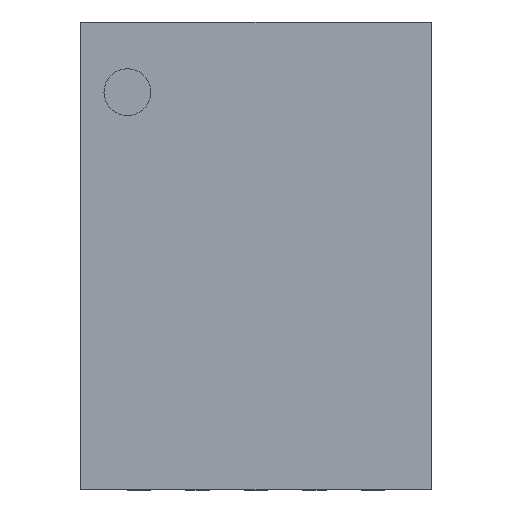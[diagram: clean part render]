
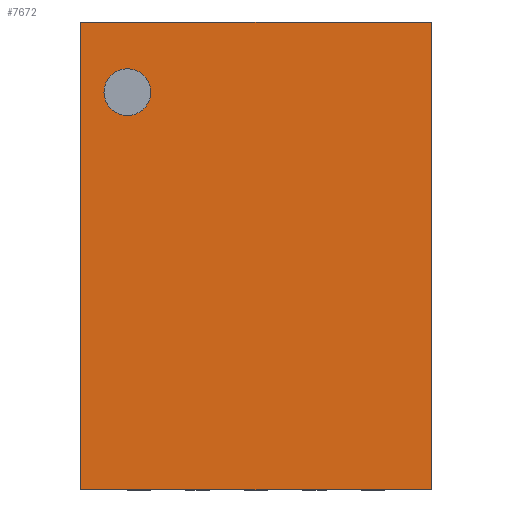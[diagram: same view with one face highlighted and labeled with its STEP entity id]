
A CAD part, top view. The second image highlights one B-rep face of the part: STEP entity #7672.
In plain terms, the highlighted planar face has unit normal (0, 0, 1).
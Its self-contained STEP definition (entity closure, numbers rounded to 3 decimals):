
#72 = PLANE('',#73);
#73 = AXIS2_PLACEMENT_3D('',#74,#75,#76);
#74 = CARTESIAN_POINT('',(0.,2.006,0.465));
#75 = DIRECTION('',(-1.,-0.,-0.));
#76 = DIRECTION('',(0.,0.,-1.));
#100 = PLANE('',#101);
#101 = AXIS2_PLACEMENT_3D('',#102,#103,#104);
#102 = CARTESIAN_POINT('',(1.5,4.,0.463));
#103 = DIRECTION('',(0.,1.,0.));
#104 = DIRECTION('',(0.,0.,1.));
#719 = PLANE('',#720);
#720 = AXIS2_PLACEMENT_3D('',#721,#722,#723);
#721 = CARTESIAN_POINT('',(3.,2.006,0.465));
#722 = DIRECTION('',(1.,0.,0.));
#723 = DIRECTION('',(0.,1.,0.));
#1445 = PLANE('',#1446);
#1446 = AXIS2_PLACEMENT_3D('',#1447,#1448,#1449);
#1447 = CARTESIAN_POINT('',(1.5,0.,0.463));
#1448 = DIRECTION('',(-0.,-1.,-0.));
#1449 = DIRECTION('',(0.,0.,-1.));
#2845 = VERTEX_POINT('',#2846);
#2846 = CARTESIAN_POINT('',(0.,0.,1.));
#2867 = EDGE_CURVE('',#2845,#2868,#2870,.T.);
#2868 = VERTEX_POINT('',#2869);
#2869 = CARTESIAN_POINT('',(0.,4.,1.));
#2870 = SURFACE_CURVE('',#2871,(#2875,#2882),.PCURVE_S1.);
#2871 = LINE('',#2872,#2873);
#2872 = CARTESIAN_POINT('',(0.,0.,1.));
#2873 = VECTOR('',#2874,1.);
#2874 = DIRECTION('',(0.,1.,0.));
#2875 = PCURVE('',#72,#2876);
#2876 = DEFINITIONAL_REPRESENTATION('',(#2877),#2881);
#2877 = LINE('',#2878,#2879);
#2878 = CARTESIAN_POINT('',(-0.535,2.006));
#2879 = VECTOR('',#2880,1.);
#2880 = DIRECTION('',(0.,-1.));
#2881 = ( GEOMETRIC_REPRESENTATION_CONTEXT(2) 
PARAMETRIC_REPRESENTATION_CONTEXT() REPRESENTATION_CONTEXT('2D SPACE',''
  ) );
#2882 = PCURVE('',#2883,#2888);
#2883 = PLANE('',#2884);
#2884 = AXIS2_PLACEMENT_3D('',#2885,#2886,#2887);
#2885 = CARTESIAN_POINT('',(1.5,2.,1.));
#2886 = DIRECTION('',(-0.,-0.,-1.));
#2887 = DIRECTION('',(-1.,0.,0.));
#2888 = DEFINITIONAL_REPRESENTATION('',(#2889),#2893);
#2889 = LINE('',#2890,#2891);
#2890 = CARTESIAN_POINT('',(1.5,-2.));
#2891 = VECTOR('',#2892,1.);
#2892 = DIRECTION('',(0.,1.));
#2893 = ( GEOMETRIC_REPRESENTATION_CONTEXT(2) 
PARAMETRIC_REPRESENTATION_CONTEXT() REPRESENTATION_CONTEXT('2D SPACE',''
  ) );
#3381 = EDGE_CURVE('',#2868,#3382,#3384,.T.);
#3382 = VERTEX_POINT('',#3383);
#3383 = CARTESIAN_POINT('',(3.,4.,1.));
#3384 = SURFACE_CURVE('',#3385,(#3389,#3396),.PCURVE_S1.);
#3385 = LINE('',#3386,#3387);
#3386 = CARTESIAN_POINT('',(0.,4.,1.));
#3387 = VECTOR('',#3388,1.);
#3388 = DIRECTION('',(1.,0.,0.));
#3389 = PCURVE('',#100,#3390);
#3390 = DEFINITIONAL_REPRESENTATION('',(#3391),#3395);
#3391 = LINE('',#3392,#3393);
#3392 = CARTESIAN_POINT('',(0.537,-1.5));
#3393 = VECTOR('',#3394,1.);
#3394 = DIRECTION('',(0.,1.));
#3395 = ( GEOMETRIC_REPRESENTATION_CONTEXT(2) 
PARAMETRIC_REPRESENTATION_CONTEXT() REPRESENTATION_CONTEXT('2D SPACE',''
  ) );
#3396 = PCURVE('',#2883,#3397);
#3397 = DEFINITIONAL_REPRESENTATION('',(#3398),#3402);
#3398 = LINE('',#3399,#3400);
#3399 = CARTESIAN_POINT('',(1.5,2.));
#3400 = VECTOR('',#3401,1.);
#3401 = DIRECTION('',(-1.,0.));
#3402 = ( GEOMETRIC_REPRESENTATION_CONTEXT(2) 
PARAMETRIC_REPRESENTATION_CONTEXT() REPRESENTATION_CONTEXT('2D SPACE',''
  ) );
#5219 = EDGE_CURVE('',#3382,#5220,#5222,.T.);
#5220 = VERTEX_POINT('',#5221);
#5221 = CARTESIAN_POINT('',(3.,0.,1.));
#5222 = SURFACE_CURVE('',#5223,(#5227,#5234),.PCURVE_S1.);
#5223 = LINE('',#5224,#5225);
#5224 = CARTESIAN_POINT('',(3.,4.,1.));
#5225 = VECTOR('',#5226,1.);
#5226 = DIRECTION('',(0.,-1.,0.));
#5227 = PCURVE('',#719,#5228);
#5228 = DEFINITIONAL_REPRESENTATION('',(#5229),#5233);
#5229 = LINE('',#5230,#5231);
#5230 = CARTESIAN_POINT('',(1.994,0.535));
#5231 = VECTOR('',#5232,1.);
#5232 = DIRECTION('',(-1.,0.));
#5233 = ( GEOMETRIC_REPRESENTATION_CONTEXT(2) 
PARAMETRIC_REPRESENTATION_CONTEXT() REPRESENTATION_CONTEXT('2D SPACE',''
  ) );
#5234 = PCURVE('',#2883,#5235);
#5235 = DEFINITIONAL_REPRESENTATION('',(#5236),#5240);
#5236 = LINE('',#5237,#5238);
#5237 = CARTESIAN_POINT('',(-1.5,2.));
#5238 = VECTOR('',#5239,1.);
#5239 = DIRECTION('',(0.,-1.));
#5240 = ( GEOMETRIC_REPRESENTATION_CONTEXT(2) 
PARAMETRIC_REPRESENTATION_CONTEXT() REPRESENTATION_CONTEXT('2D SPACE',''
  ) );
#5706 = EDGE_CURVE('',#5220,#2845,#5707,.T.);
#5707 = SURFACE_CURVE('',#5708,(#5712,#5719),.PCURVE_S1.);
#5708 = LINE('',#5709,#5710);
#5709 = CARTESIAN_POINT('',(3.,0.,1.));
#5710 = VECTOR('',#5711,1.);
#5711 = DIRECTION('',(-1.,0.,0.));
#5712 = PCURVE('',#1445,#5713);
#5713 = DEFINITIONAL_REPRESENTATION('',(#5714),#5718);
#5714 = LINE('',#5715,#5716);
#5715 = CARTESIAN_POINT('',(-0.537,1.5));
#5716 = VECTOR('',#5717,1.);
#5717 = DIRECTION('',(0.,-1.));
#5718 = ( GEOMETRIC_REPRESENTATION_CONTEXT(2) 
PARAMETRIC_REPRESENTATION_CONTEXT() REPRESENTATION_CONTEXT('2D SPACE',''
  ) );
#5719 = PCURVE('',#2883,#5720);
#5720 = DEFINITIONAL_REPRESENTATION('',(#5721),#5725);
#5721 = LINE('',#5722,#5723);
#5722 = CARTESIAN_POINT('',(-1.5,-2.));
#5723 = VECTOR('',#5724,1.);
#5724 = DIRECTION('',(1.,0.));
#5725 = ( GEOMETRIC_REPRESENTATION_CONTEXT(2) 
PARAMETRIC_REPRESENTATION_CONTEXT() REPRESENTATION_CONTEXT('2D SPACE',''
  ) );
#7672 = ADVANCED_FACE('',(#7673,#7679),#2883,.F.);
#7673 = FACE_BOUND('',#7674,.F.);
#7674 = EDGE_LOOP('',(#7675,#7676,#7677,#7678));
#7675 = ORIENTED_EDGE('',*,*,#3381,.T.);
#7676 = ORIENTED_EDGE('',*,*,#5219,.T.);
#7677 = ORIENTED_EDGE('',*,*,#5706,.T.);
#7678 = ORIENTED_EDGE('',*,*,#2867,.T.);
#7679 = FACE_BOUND('',#7680,.F.);
#7680 = EDGE_LOOP('',(#7681));
#7681 = ORIENTED_EDGE('',*,*,#7682,.T.);
#7682 = EDGE_CURVE('',#7683,#7683,#7685,.T.);
#7683 = VERTEX_POINT('',#7684);
#7684 = CARTESIAN_POINT('',(0.6,3.4,1.));
#7685 = SURFACE_CURVE('',#7686,(#7691,#7702),.PCURVE_S1.);
#7686 = CIRCLE('',#7687,0.2);
#7687 = AXIS2_PLACEMENT_3D('',#7688,#7689,#7690);
#7688 = CARTESIAN_POINT('',(0.4,3.4,1.));
#7689 = DIRECTION('',(0.,0.,1.));
#7690 = DIRECTION('',(1.,0.,0.));
#7691 = PCURVE('',#2883,#7692);
#7692 = DEFINITIONAL_REPRESENTATION('',(#7693),#7701);
#7693 = ( BOUNDED_CURVE() B_SPLINE_CURVE(2,(#7694,#7695,#7696,#7697,
#7698,#7699,#7700),.UNSPECIFIED.,.T.,.F.) B_SPLINE_CURVE_WITH_KNOTS((1,2
    ,2,2,2,1),(-2.094,0.,2.094,4.189,
6.283,8.378),.UNSPECIFIED.) CURVE() 
GEOMETRIC_REPRESENTATION_ITEM() RATIONAL_B_SPLINE_CURVE((1.,0.5,1.,0.5,
1.,0.5,1.)) REPRESENTATION_ITEM('') );
#7694 = CARTESIAN_POINT('',(0.9,1.4));
#7695 = CARTESIAN_POINT('',(0.9,1.746));
#7696 = CARTESIAN_POINT('',(1.2,1.573));
#7697 = CARTESIAN_POINT('',(1.5,1.4));
#7698 = CARTESIAN_POINT('',(1.2,1.227));
#7699 = CARTESIAN_POINT('',(0.9,1.054));
#7700 = CARTESIAN_POINT('',(0.9,1.4));
#7701 = ( GEOMETRIC_REPRESENTATION_CONTEXT(2) 
PARAMETRIC_REPRESENTATION_CONTEXT() REPRESENTATION_CONTEXT('2D SPACE',''
  ) );
#7702 = PCURVE('',#7703,#7708);
#7703 = CYLINDRICAL_SURFACE('',#7704,0.2);
#7704 = AXIS2_PLACEMENT_3D('',#7705,#7706,#7707);
#7705 = CARTESIAN_POINT('',(0.4,3.4,1.));
#7706 = DIRECTION('',(0.,0.,1.));
#7707 = DIRECTION('',(1.,0.,0.));
#7708 = DEFINITIONAL_REPRESENTATION('',(#7709),#7713);
#7709 = LINE('',#7710,#7711);
#7710 = CARTESIAN_POINT('',(0.,0.));
#7711 = VECTOR('',#7712,1.);
#7712 = DIRECTION('',(1.,0.));
#7713 = ( GEOMETRIC_REPRESENTATION_CONTEXT(2) 
PARAMETRIC_REPRESENTATION_CONTEXT() REPRESENTATION_CONTEXT('2D SPACE',''
  ) );
